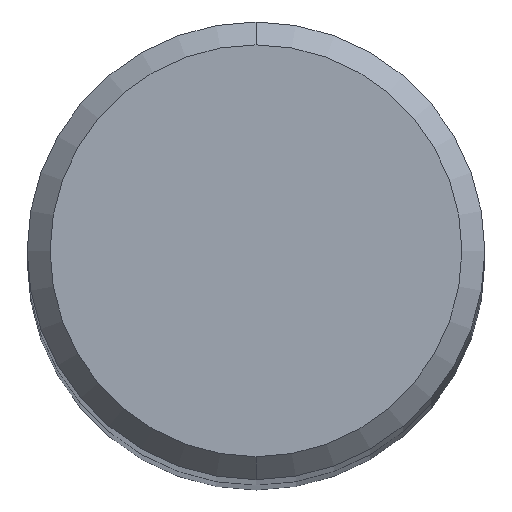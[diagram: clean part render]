
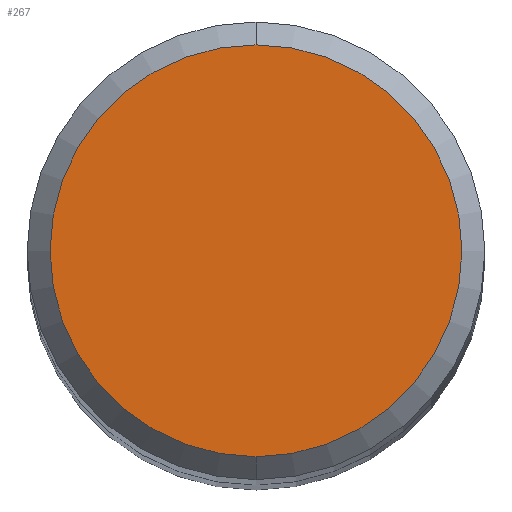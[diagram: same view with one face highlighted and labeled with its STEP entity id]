
A CAD part, top view. The second image highlights one B-rep face of the part: STEP entity #267.
In plain terms, the highlighted planar face has unit normal (0, 0, 1).
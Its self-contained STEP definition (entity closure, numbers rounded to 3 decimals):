
#219=VERTEX_POINT('',#497);
#267=ADVANCED_FACE('',(#550),#551,.T.);
#297=EDGE_CURVE('',#369,#219,#583,.T.);
#341=EDGE_CURVE('',#219,#369,#634,.T.);
#369=VERTEX_POINT('',#664);
#497=CARTESIAN_POINT('',(0.0,4.5,0.0));
#550=FACE_OUTER_BOUND('',#972,.T.);
#551=PLANE('',#973);
#583=CIRCLE('',#1010,4.5);
#634=CIRCLE('',#1138,4.5);
#664=CARTESIAN_POINT('',(0.,-4.5,0.0));
#972=EDGE_LOOP('',(#1455,#1456));
#973=AXIS2_PLACEMENT_3D('',#1457,#1458,#1459);
#1010=AXIS2_PLACEMENT_3D('',#1487,#1488,#1489);
#1138=AXIS2_PLACEMENT_3D('',#1561,#1562,#1563);
#1455=ORIENTED_EDGE('',*,*,#341,.F.);
#1456=ORIENTED_EDGE('',*,*,#297,.F.);
#1457=CARTESIAN_POINT('',(0.0,2.25,0.0));
#1458=DIRECTION('',(-0.0,0.0,1.0));
#1459=DIRECTION('',(0.0,-1.0,0.0));
#1487=CARTESIAN_POINT('',(0.0,0.0,0.0));
#1488=DIRECTION('',(0.0,0.0,-1.0));
#1489=DIRECTION('',(0.0,1.0,0.0));
#1561=CARTESIAN_POINT('',(0.0,0.0,0.0));
#1562=DIRECTION('',(0.0,0.0,-1.0));
#1563=DIRECTION('',(0.0,1.0,0.0));
